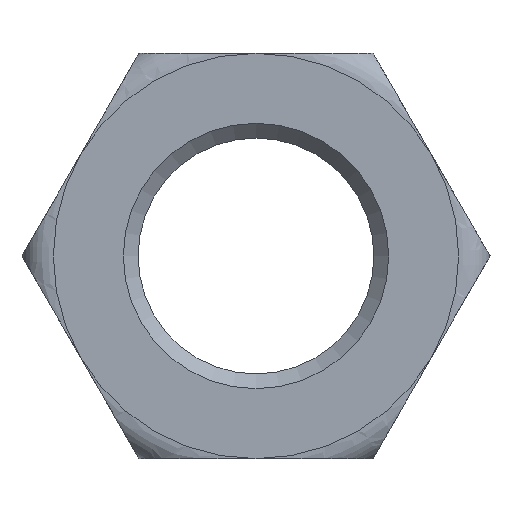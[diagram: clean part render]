
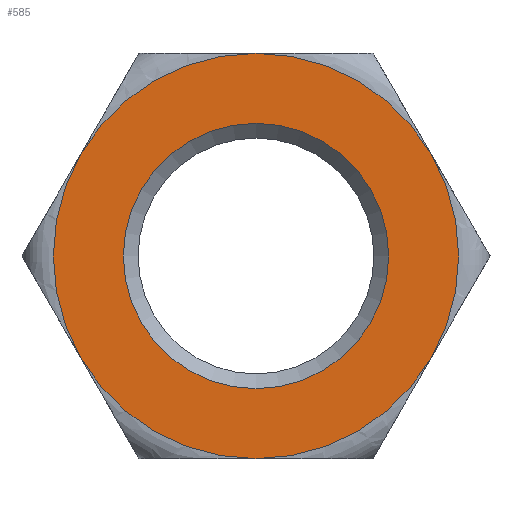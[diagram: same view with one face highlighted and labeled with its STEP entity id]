
A CAD part, front view. The second image highlights one B-rep face of the part: STEP entity #585.
In plain terms, the highlighted planar face has unit normal (0, -1, 0).
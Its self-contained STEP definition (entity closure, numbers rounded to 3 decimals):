
#2 = CARTESIAN_POINT ( 'NONE',  ( 0., -14.5, 0. ) ) ;
#7 = DIRECTION ( 'NONE',  ( 0., 0., 1. ) ) ;
#13 = DIRECTION ( 'NONE',  ( 0., 1., 0. ) ) ;
#27 = VERTEX_POINT ( 'NONE', #803 ) ;
#45 = VERTEX_POINT ( 'NONE', #153 ) ;
#61 = CARTESIAN_POINT ( 'NONE',  ( 23.816, -14.5, -13.75 ) ) ;
#85 = FACE_OUTER_BOUND ( 'NONE', #240, .T. ) ;
#92 = VERTEX_POINT ( 'NONE', #910 ) ;
#103 = ORIENTED_EDGE ( 'NONE', *, *, #947, .F. ) ;
#141 = VERTEX_POINT ( 'NONE', #637 ) ;
#151 = CIRCLE ( 'NONE', #769, 27.5 ) ;
#153 = CARTESIAN_POINT ( 'NONE',  ( 0., -14.5, -27.5 ) ) ;
#159 = CARTESIAN_POINT ( 'NONE',  ( 0., -14.5, 0. ) ) ;
#209 = ORIENTED_EDGE ( 'NONE', *, *, #400, .F. ) ;
#240 = EDGE_LOOP ( 'NONE', ( #103, #209, #1013, #963, #660, #463 ) ) ;
#253 = AXIS2_PLACEMENT_3D ( 'NONE', #389, #13, #380 ) ;
#290 = DIRECTION ( 'NONE',  ( 0., 1., 0. ) ) ;
#311 = DIRECTION ( 'NONE',  ( 1., 0., 0. ) ) ;
#380 = DIRECTION ( 'NONE',  ( 1., 0., 0. ) ) ;
#389 = CARTESIAN_POINT ( 'NONE',  ( 0., -14.5, 0. ) ) ;
#400 = EDGE_CURVE ( 'NONE', #1111, #1145, #151, .T. ) ;
#410 = DIRECTION ( 'NONE',  ( 0., 1., 0. ) ) ;
#440 = CIRCLE ( 'NONE', #253, 27.5 ) ;
#461 = CIRCLE ( 'NONE', #1182, 27.5 ) ;
#463 = ORIENTED_EDGE ( 'NONE', *, *, #490, .F. ) ;
#490 = EDGE_CURVE ( 'NONE', #45, #92, #546, .T. ) ;
#500 = CARTESIAN_POINT ( 'NONE',  ( 0., -14.5, 0. ) ) ;
#501 = CIRCLE ( 'NONE', #956, 18. ) ;
#528 = CARTESIAN_POINT ( 'NONE',  ( 0., -14.5, 18. ) ) ;
#529 = EDGE_CURVE ( 'NONE', #92, #27, #461, .T. ) ;
#536 = VERTEX_POINT ( 'NONE', #528 ) ;
#540 = ORIENTED_EDGE ( 'NONE', *, *, #875, .T. ) ;
#546 = CIRCLE ( 'NONE', #729, 27.5 ) ;
#585 = ADVANCED_FACE ( 'NONE', ( #823, #85 ), #628, .F. ) ;
#628 = PLANE ( 'NONE',  #920 ) ;
#637 = CARTESIAN_POINT ( 'NONE',  ( 0., -14.5, 27.5 ) ) ;
#660 = ORIENTED_EDGE ( 'NONE', *, *, #529, .F. ) ;
#711 = CIRCLE ( 'NONE', #732, 27.5 ) ;
#729 = AXIS2_PLACEMENT_3D ( 'NONE', #159, #410, #311 ) ;
#732 = AXIS2_PLACEMENT_3D ( 'NONE', #826, #1184, #978 ) ;
#765 = DIRECTION ( 'NONE',  ( 0., 1., 0. ) ) ;
#767 = DIRECTION ( 'NONE',  ( 0., 1., 0. ) ) ;
#769 = AXIS2_PLACEMENT_3D ( 'NONE', #1095, #1027, #1021 ) ;
#803 = CARTESIAN_POINT ( 'NONE',  ( -23.816, -14.5, 13.75 ) ) ;
#823 = FACE_BOUND ( 'NONE', #918, .T. ) ;
#826 = CARTESIAN_POINT ( 'NONE',  ( 0., -14.5, 0. ) ) ;
#863 = DIRECTION ( 'NONE',  ( 1., 0., 0. ) ) ;
#875 = EDGE_CURVE ( 'NONE', #536, #536, #501, .T. ) ;
#910 = CARTESIAN_POINT ( 'NONE',  ( -23.816, -14.5, -13.75 ) ) ;
#918 = EDGE_LOOP ( 'NONE', ( #540 ) ) ;
#920 = AXIS2_PLACEMENT_3D ( 'NONE', #1081, #1087, #1075 ) ;
#947 = EDGE_CURVE ( 'NONE', #1145, #45, #440, .T. ) ;
#956 = AXIS2_PLACEMENT_3D ( 'NONE', #1108, #290, #7 ) ;
#962 = EDGE_CURVE ( 'NONE', #141, #1111, #1089, .T. ) ;
#963 = ORIENTED_EDGE ( 'NONE', *, *, #1094, .F. ) ;
#978 = DIRECTION ( 'NONE',  ( -1., 0., 0. ) ) ;
#1013 = ORIENTED_EDGE ( 'NONE', *, *, #962, .F. ) ;
#1021 = DIRECTION ( 'NONE',  ( 1., 0., 0. ) ) ;
#1027 = DIRECTION ( 'NONE',  ( 0., 1., 0. ) ) ;
#1069 = AXIS2_PLACEMENT_3D ( 'NONE', #2, #767, #1124 ) ;
#1072 = CARTESIAN_POINT ( 'NONE',  ( 23.816, -14.5, 13.75 ) ) ;
#1075 = DIRECTION ( 'NONE',  ( 0., 0., 1. ) ) ;
#1081 = CARTESIAN_POINT ( 'NONE',  ( 0., -14.5, 0. ) ) ;
#1087 = DIRECTION ( 'NONE',  ( 0., 1., 0. ) ) ;
#1089 = CIRCLE ( 'NONE', #1069, 27.5 ) ;
#1094 = EDGE_CURVE ( 'NONE', #27, #141, #711, .T. ) ;
#1095 = CARTESIAN_POINT ( 'NONE',  ( 0., -14.5, 0. ) ) ;
#1108 = CARTESIAN_POINT ( 'NONE',  ( 0., -14.5, 0. ) ) ;
#1111 = VERTEX_POINT ( 'NONE', #1072 ) ;
#1124 = DIRECTION ( 'NONE',  ( 1., 0., 0. ) ) ;
#1145 = VERTEX_POINT ( 'NONE', #61 ) ;
#1182 = AXIS2_PLACEMENT_3D ( 'NONE', #500, #765, #863 ) ;
#1184 = DIRECTION ( 'NONE',  ( 0., 1., 0. ) ) ;
